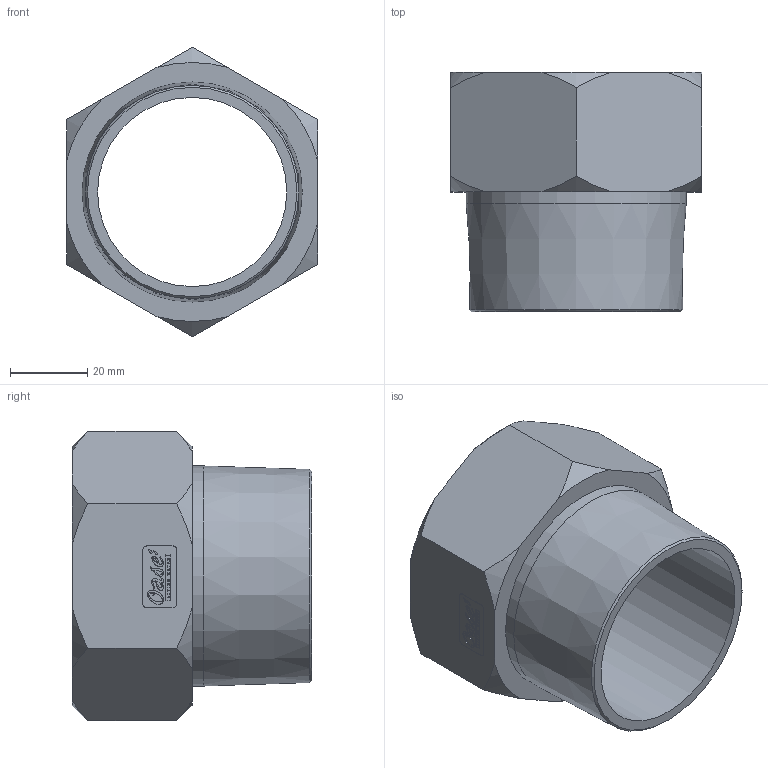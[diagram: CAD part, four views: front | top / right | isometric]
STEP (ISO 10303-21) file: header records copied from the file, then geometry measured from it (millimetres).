
FILE_DESCRIPTION(/* description */ (''),/* implementation_level */ '2;1');
FILE_NAME(/* name */ '51028 Adapter G20.stp',/* time_stamp */ '2017-08-15T11:11:33+02:00',/* author */ ('guzb562'),/* organization */ (''),/* preprocessor_version */ 'ST-DEVELOPER v16.1',/* originating_system */ 'Autodesk Inventor 2016',/* authorisation */ '');
FILE_SCHEMA (('AUTOMOTIVE_DESIGN { 1 0 10303 214 3 1 1 }'));
Length unit declared in the file: millimetre
Products named in the file (1): 51028 Adapter G20
Bounding box: 65.1 x 62 x 75.06 mm (x, y, z)
Volume: 59968.1 mm3; surface area: 25460.6 mm2
Topology: 1 solids, 1 shells, 235 faces, 623 edges, 415 vertices
Faces by surface type: plane 134, bspline 78, cone 15, cylinder 8
Full cylindrical faces by diameter (mm): 49 x1, 55 x1, 57 x2
Entity records: 9980 total; most frequent: CARTESIAN_POINT 4726, ORIENTED_EDGE 1228, DIRECTION 781, EDGE_CURVE 614, VERTEX_POINT 413, LINE 403, VECTOR 403, EDGE_LOOP 269
